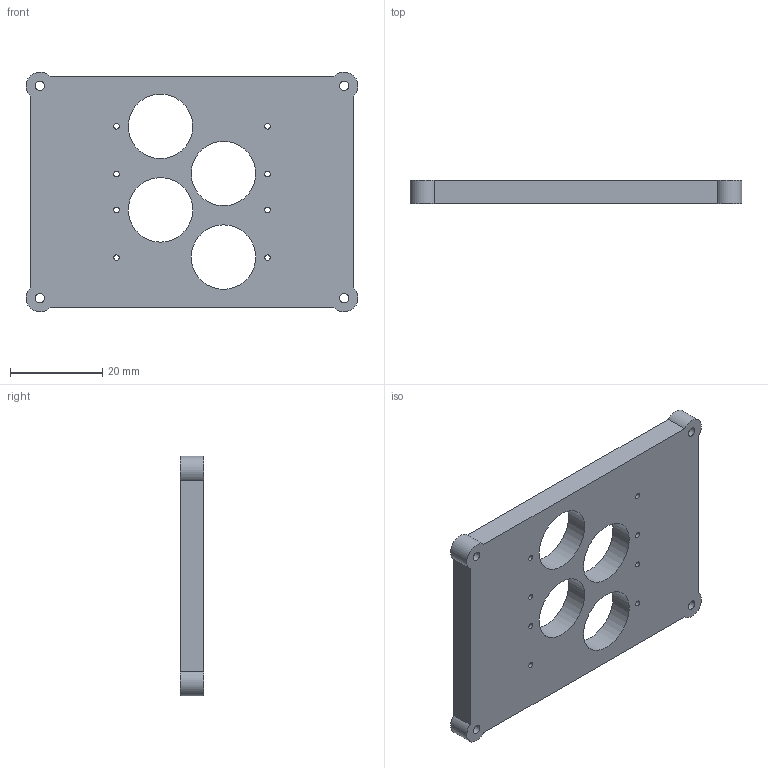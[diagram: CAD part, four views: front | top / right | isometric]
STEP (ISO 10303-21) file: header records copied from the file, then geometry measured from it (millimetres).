
FILE_DESCRIPTION(/* description */ (''),/* implementation_level */ '2;1');
FILE_NAME(/* name */ 'Sandwitch superior.step',/* time_stamp */ '2018-10-05T18:22:08+02:00',/* author */ ('Rodrigo HC'),/* organization */ (''),/* preprocessor_version */ 'ST-DEVELOPER v16.1',/* originating_system */ 'Autodesk Inventor 2016',/* authorisation */ '');
FILE_SCHEMA (('AUTOMOTIVE_DESIGN { 1 0 10303 214 3 1 1 }'));
Length unit declared in the file: millimetre
Products named in the file (1): Sandwitch superior
Bounding box: 72 x 5 x 52 mm (x, y, z)
Volume: 14436.5 mm3; surface area: 8156.4 mm2
Topology: 1 solids, 1 shells, 26 faces, 72 edges, 48 vertices
Faces by surface type: cylinder 20, plane 6
Full cylindrical faces by diameter (mm): 1.2 x8, 2 x4, 14 x4
Entity records: 864 total; most frequent: DIRECTION 150, CARTESIAN_POINT 131, ORIENTED_EDGE 112, EDGE_LOOP 74, AXIS2_PLACEMENT_3D 67, EDGE_CURVE 56, FACE_BOUND 48, VERTEX_POINT 48
